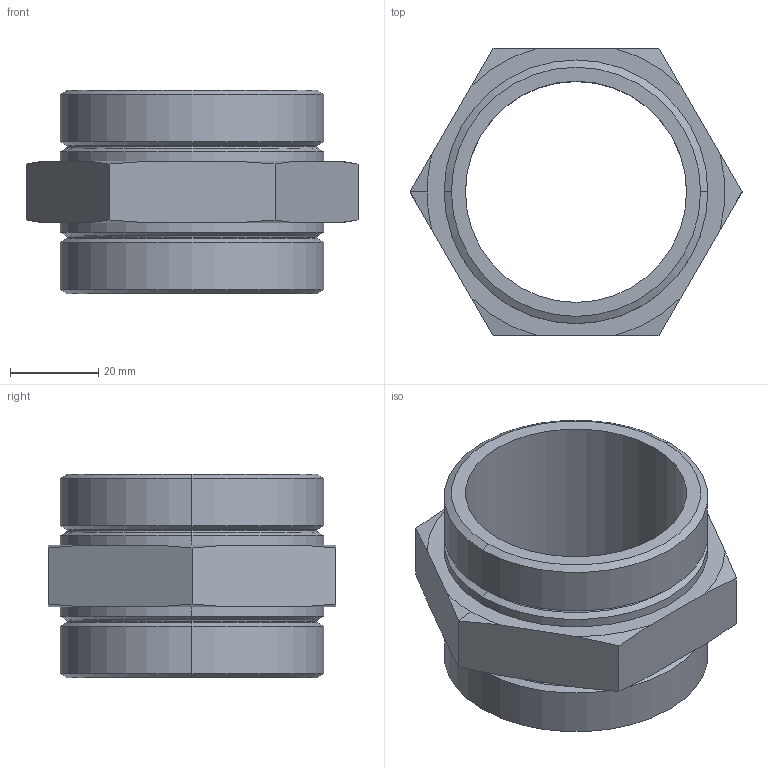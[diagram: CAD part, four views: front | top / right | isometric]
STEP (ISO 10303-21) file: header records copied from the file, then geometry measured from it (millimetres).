
FILE_DESCRIPTION (( 'STEP AP203' ), '1' );
FILE_NAME ('19-0207-09_outokumpu.step', '2015-08-11T09:52:55', ( '' ), ( '' ), 'SwSTEP 2.0', 'SolidWorks 2008', '' );
FILE_SCHEMA (( 'CONFIG_CONTROL_DESIGN' ));
Length unit declared in the file: millimetre
Products named in the file (1): 19-0207-09_outokumpu
Bounding box: 75.06 x 65 x 46 mm (x, y, z)
Volume: 49043.9 mm3; surface area: 20067 mm2
Topology: 1 solids, 1 shells, 54 faces, 124 edges, 74 vertices
Faces by surface type: cone 26, cylinder 10, plane 10, torus 8
Entity records: 1647 total; most frequent: CARTESIAN_POINT 349, DIRECTION 268, ORIENTED_EDGE 248, EDGE_CURVE 124, AXIS2_PLACEMENT_3D 113, VERTEX_POINT 74, EDGE_LOOP 58, CIRCLE 58
